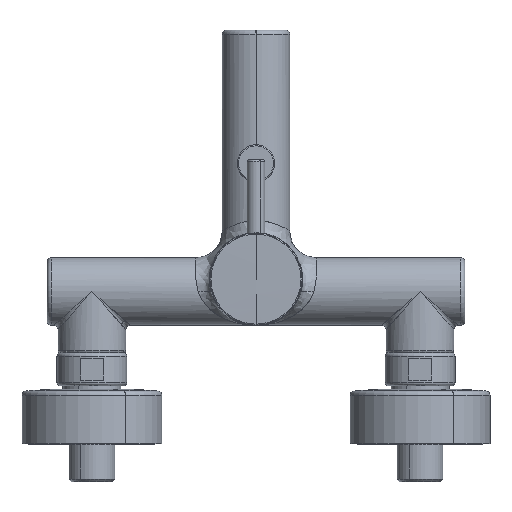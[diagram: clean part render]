
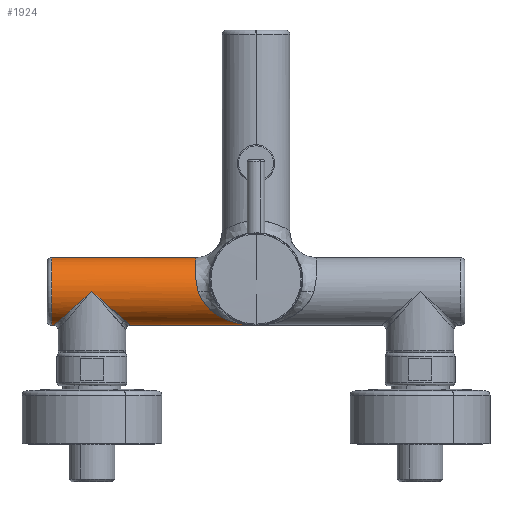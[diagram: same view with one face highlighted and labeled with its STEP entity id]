
A CAD part, top view. The second image highlights one B-rep face of the part: STEP entity #1924.
In plain terms, the highlighted cylindrical face has radius 15.5 mm (diameter 31 mm), a partial arc.
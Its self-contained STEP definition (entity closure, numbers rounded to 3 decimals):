
#1781=CARTESIAN_POINT('Axis2P3D Location',(47.75,-5.5,0.5)) ;
#1787=CARTESIAN_POINT('Control Point',(0.,-21.,0.5)) ;
#1788=CARTESIAN_POINT('Control Point',(-0.071,-21.,0.547)) ;
#1789=CARTESIAN_POINT('Control Point',(-0.141,-21.,0.593)) ;
#1790=CARTESIAN_POINT('Control Point',(-0.214,-20.999,0.637)) ;
#1791=CARTESIAN_POINT('Control Point',(-0.356,-20.998,0.729)) ;
#1792=CARTESIAN_POINT('Control Point',(-0.498,-20.997,0.82)) ;
#1793=CARTESIAN_POINT('Control Point',(-0.569,-20.996,0.866)) ;
#1794=CARTESIAN_POINT('Control Point',(-0.782,-20.992,1.003)) ;
#1795=CARTESIAN_POINT('Control Point',(-0.996,-20.987,1.141)) ;
#1796=CARTESIAN_POINT('Control Point',(-1.138,-20.983,1.232)) ;
#1797=CARTESIAN_POINT('Control Point',(-1.565,-20.969,1.507)) ;
#1798=CARTESIAN_POINT('Control Point',(-1.992,-20.949,1.781)) ;
#1799=CARTESIAN_POINT('Control Point',(-2.277,-20.932,1.964)) ;
#1800=CARTESIAN_POINT('Control Point',(-4.816,-20.763,3.597)) ;
#1801=CARTESIAN_POINT('Control Point',(-7.345,-20.375,5.218)) ;
#1802=CARTESIAN_POINT('Control Point',(-9.562,-19.858,6.632)) ;
#1803=CARTESIAN_POINT('Control Point',(-13.14,-18.704,8.895)) ;
#1804=CARTESIAN_POINT('Control Point',(-16.564,-16.974,11.002)) ;
#1805=CARTESIAN_POINT('Control Point',(-17.855,-16.213,11.785)) ;
#1806=CARTESIAN_POINT('Control Point',(-20.098,-14.666,13.116)) ;
#1807=CARTESIAN_POINT('Control Point',(-22.144,-12.751,14.254)) ;
#1808=CARTESIAN_POINT('Control Point',(-23.001,-11.825,14.71)) ;
#1809=CARTESIAN_POINT('Control Point',(-24.355,-10.097,15.384)) ;
#1810=CARTESIAN_POINT('Control Point',(-25.443,-8.141,15.808)) ;
#1811=CARTESIAN_POINT('Control Point',(-25.842,-7.286,15.934)) ;
#1812=CARTESIAN_POINT('Control Point',(-26.174,-6.402,16.)) ;
#1813=CARTESIAN_POINT('Control Point',(-26.434,-5.501,16.)) ;
#1814=CARTESIAN_POINT('Vertex',(0.,-21.,0.5)) ;
#1816=CARTESIAN_POINT('Vertex',(-26.434,-5.501,16.)) ;
#1820=CARTESIAN_POINT('Control Point',(-26.435,-5.5,16.)) ;
#1821=CARTESIAN_POINT('Control Point',(-26.574,-5.017,16.)) ;
#1822=CARTESIAN_POINT('Control Point',(-26.701,-4.534,15.981)) ;
#1823=CARTESIAN_POINT('Control Point',(-26.819,-4.051,15.944)) ;
#1824=CARTESIAN_POINT('Control Point',(-27.03,-3.089,15.83)) ;
#1825=CARTESIAN_POINT('Control Point',(-27.198,-2.137,15.642)) ;
#1826=CARTESIAN_POINT('Control Point',(-27.272,-1.667,15.53)) ;
#1827=CARTESIAN_POINT('Control Point',(-27.533,0.19,15.01)) ;
#1828=CARTESIAN_POINT('Control Point',(-27.666,1.963,14.202)) ;
#1829=CARTESIAN_POINT('Control Point',(-27.715,3.219,13.439)) ;
#1830=CARTESIAN_POINT('Control Point',(-27.733,4.564,12.388)) ;
#1831=CARTESIAN_POINT('Control Point',(-27.721,5.746,11.17)) ;
#1832=CARTESIAN_POINT('Control Point',(-27.718,5.912,10.993)) ;
#1833=CARTESIAN_POINT('Control Point',(-27.713,6.235,10.633)) ;
#1834=CARTESIAN_POINT('Control Point',(-27.705,6.545,10.26)) ;
#1835=CARTESIAN_POINT('Control Point',(-27.701,6.698,10.068)) ;
#1836=CARTESIAN_POINT('Control Point',(-27.692,6.993,9.683)) ;
#1837=CARTESIAN_POINT('Control Point',(-27.681,7.273,9.286)) ;
#1838=CARTESIAN_POINT('Control Point',(-27.675,7.409,9.084)) ;
#1839=CARTESIAN_POINT('Control Point',(-27.664,7.675,8.675)) ;
#1840=CARTESIAN_POINT('Control Point',(-27.651,7.924,8.254)) ;
#1841=CARTESIAN_POINT('Control Point',(-27.644,8.04,8.05)) ;
#1842=CARTESIAN_POINT('Control Point',(-27.624,8.391,7.403)) ;
#1843=CARTESIAN_POINT('Control Point',(-27.604,8.703,6.735)) ;
#1844=CARTESIAN_POINT('Control Point',(-27.59,8.89,6.291)) ;
#1845=CARTESIAN_POINT('Control Point',(-27.55,9.408,4.912)) ;
#1846=CARTESIAN_POINT('Control Point',(-27.515,9.76,3.473)) ;
#1847=CARTESIAN_POINT('Control Point',(-27.501,9.919,2.495)) ;
#1848=CARTESIAN_POINT('Control Point',(-27.491,10.,1.499)) ;
#1849=CARTESIAN_POINT('Control Point',(-27.487,10.,0.5)) ;
#1850=CARTESIAN_POINT('Vertex',(-27.487,10.,0.5)) ;
#1853=CARTESIAN_POINT('Line Origine',(0.,10.,0.5)) ;
#1857=CARTESIAN_POINT('Vertex',(-93.5,10.,0.5)) ;
#1860=CARTESIAN_POINT('Axis2P3D Location',(-93.5,-5.5,0.5)) ;
#1864=CARTESIAN_POINT('Vertex',(-93.5,-21.,0.5)) ;
#1867=CARTESIAN_POINT('Line Origine',(0.,-21.,0.5)) ;
#1871=CARTESIAN_POINT('Vertex',(-92.5,-21.,0.5)) ;
#1875=CARTESIAN_POINT('Control Point',(-92.5,-21.,0.5)) ;
#1876=CARTESIAN_POINT('Control Point',(-92.5,-21.,1.676)) ;
#1877=CARTESIAN_POINT('Control Point',(-92.374,-20.888,2.853)) ;
#1878=CARTESIAN_POINT('Control Point',(-92.122,-20.665,3.995)) ;
#1879=CARTESIAN_POINT('Control Point',(-91.456,-20.075,6.014)) ;
#1880=CARTESIAN_POINT('Control Point',(-90.489,-19.219,7.799)) ;
#1881=CARTESIAN_POINT('Control Point',(-89.989,-18.776,8.571)) ;
#1882=CARTESIAN_POINT('Control Point',(-88.748,-17.677,10.212)) ;
#1883=CARTESIAN_POINT('Control Point',(-87.327,-16.418,11.574)) ;
#1884=CARTESIAN_POINT('Control Point',(-86.486,-15.673,12.257)) ;
#1885=CARTESIAN_POINT('Control Point',(-83.837,-13.327,14.091)) ;
#1886=CARTESIAN_POINT('Control Point',(-80.963,-10.782,15.244)) ;
#1887=CARTESIAN_POINT('Control Point',(-78.992,-9.036,15.748)) ;
#1888=CARTESIAN_POINT('Control Point',(-76.996,-7.268,16.)) ;
#1889=CARTESIAN_POINT('Control Point',(-75.,-5.5,16.)) ;
#1890=CARTESIAN_POINT('Vertex',(-75.,-5.5,16.)) ;
#1894=CARTESIAN_POINT('Control Point',(-75.,-5.5,16.)) ;
#1895=CARTESIAN_POINT('Control Point',(-72.815,-7.436,16.)) ;
#1896=CARTESIAN_POINT('Control Point',(-70.629,-9.372,15.698)) ;
#1897=CARTESIAN_POINT('Control Point',(-68.477,-11.277,15.094)) ;
#1898=CARTESIAN_POINT('Control Point',(-65.255,-14.132,13.663)) ;
#1899=CARTESIAN_POINT('Control Point',(-62.37,-16.686,11.333)) ;
#1900=CARTESIAN_POINT('Control Point',(-61.415,-17.532,10.399)) ;
#1901=CARTESIAN_POINT('Control Point',(-59.599,-19.141,8.197)) ;
#1902=CARTESIAN_POINT('Control Point',(-58.271,-20.317,5.439)) ;
#1903=CARTESIAN_POINT('Control Point',(-57.757,-20.772,3.861)) ;
#1904=CARTESIAN_POINT('Control Point',(-57.5,-21.,2.18)) ;
#1905=CARTESIAN_POINT('Control Point',(-57.5,-21.,0.5)) ;
#1906=CARTESIAN_POINT('Vertex',(-57.5,-21.,0.5)) ;
#1909=CARTESIAN_POINT('Line Origine',(0.,-21.,0.5)) ;
#1855=VECTOR('Line Direction',#1854,1.) ;
#1869=VECTOR('Line Direction',#1868,1.) ;
#1911=VECTOR('Line Direction',#1910,1.) ;
#1782=DIRECTION('Axis2P3D Direction',(1.,0.,0.)) ;
#1783=DIRECTION('Axis2P3D XDirection',(0.,1.,0.)) ;
#1854=DIRECTION('Vector Direction',(1.,0.,0.)) ;
#1861=DIRECTION('Axis2P3D Direction',(1.,0.,0.)) ;
#1868=DIRECTION('Vector Direction',(1.,0.,0.)) ;
#1910=DIRECTION('Vector Direction',(1.,0.,0.)) ;
#1784=AXIS2_PLACEMENT_3D('Cylinder Axis2P3D',#1781,#1782,#1783) ;
#1862=AXIS2_PLACEMENT_3D('Circle Axis2P3D',#1860,#1861,$) ;
#1856=LINE('Line',#1853,#1855) ;
#1870=LINE('Line',#1867,#1869) ;
#1912=LINE('Line',#1909,#1911) ;
#1863=CIRCLE('generated circle',#1862,15.5) ;
#1785=CYLINDRICAL_SURFACE('generated cylinder',#1784,15.5) ;
#1818=EDGE_CURVE('',#1815,#1817,#1786,.T.) ;
#1852=EDGE_CURVE('',#1817,#1851,#1819,.T.) ;
#1859=EDGE_CURVE('',#1851,#1858,#1856,.F.) ;
#1866=EDGE_CURVE('',#1858,#1865,#1863,.T.) ;
#1873=EDGE_CURVE('',#1865,#1872,#1870,.T.) ;
#1892=EDGE_CURVE('',#1872,#1891,#1874,.T.) ;
#1908=EDGE_CURVE('',#1891,#1907,#1893,.T.) ;
#1913=EDGE_CURVE('',#1907,#1815,#1912,.T.) ;
#1915=ORIENTED_EDGE('',*,*,#1818,.T.) ;
#1916=ORIENTED_EDGE('',*,*,#1852,.T.) ;
#1917=ORIENTED_EDGE('',*,*,#1859,.T.) ;
#1918=ORIENTED_EDGE('',*,*,#1866,.T.) ;
#1919=ORIENTED_EDGE('',*,*,#1873,.T.) ;
#1920=ORIENTED_EDGE('',*,*,#1892,.T.) ;
#1921=ORIENTED_EDGE('',*,*,#1908,.T.) ;
#1922=ORIENTED_EDGE('',*,*,#1913,.T.) ;
#1914=EDGE_LOOP('',(#1915,#1916,#1917,#1918,#1919,#1920,#1921,#1922)) ;
#1815=VERTEX_POINT('',#1814) ;
#1817=VERTEX_POINT('',#1816) ;
#1851=VERTEX_POINT('',#1850) ;
#1858=VERTEX_POINT('',#1857) ;
#1865=VERTEX_POINT('',#1864) ;
#1872=VERTEX_POINT('',#1871) ;
#1891=VERTEX_POINT('',#1890) ;
#1907=VERTEX_POINT('',#1906) ;
#1924=ADVANCED_FACE('Superficie.208',(#1923),#1785,.T.) ;
#1786=B_SPLINE_CURVE_WITH_KNOTS('',5,(#1787,#1788,#1789,#1790,#1791,#1792,#1793,#1794,#1795,#1796,#1797,#1798,#1799,#1800,#1801,#1802,#1803,#1804,#1805,#1806,#1807,#1808,#1809,#1810,#1811,#1812,#1813),.UNSPECIFIED.,.F.,.U.,(6,3,3,3,3,3,3,3,6),(0.,0.732,1.464,2.929,5.857,29.074,43.682,55.263,63.555),.UNSPECIFIED.) ;
#1819=B_SPLINE_CURVE_WITH_KNOTS('',5,(#1820,#1821,#1822,#1823,#1824,#1825,#1826,#1827,#1828,#1829,#1830,#1831,#1832,#1833,#1834,#1835,#1836,#1837,#1838,#1839,#1840,#1841,#1842,#1843,#1844,#1845,#1846,#1847,#1848,#1849),.UNSPECIFIED.,.F.,.U.,(6,3,3,3,3,3,3,3,3,6),(0.,4.717,9.407,23.413,25.747,28.075,30.411,32.769,37.465,46.826),.UNSPECIFIED.) ;
#1874=B_SPLINE_CURVE_WITH_KNOTS('',5,(#1875,#1876,#1877,#1878,#1879,#1880,#1881,#1882,#1883,#1884,#1885,#1886,#1887,#1888,#1889),.UNSPECIFIED.,.F.,.U.,(6,3,3,3,6),(14.779,23.097,30.281,39.549,58.405),.UNSPECIFIED.) ;
#1893=B_SPLINE_CURVE_WITH_KNOTS('',5,(#1894,#1895,#1896,#1897,#1898,#1899,#1900,#1901,#1902,#1903,#1904,#1905),.UNSPECIFIED.,.F.,.U.,(6,3,3,6),(0.,20.644,31.741,43.624),.UNSPECIFIED.) ;
#1923=FACE_OUTER_BOUND('',#1914,.T.) ;
